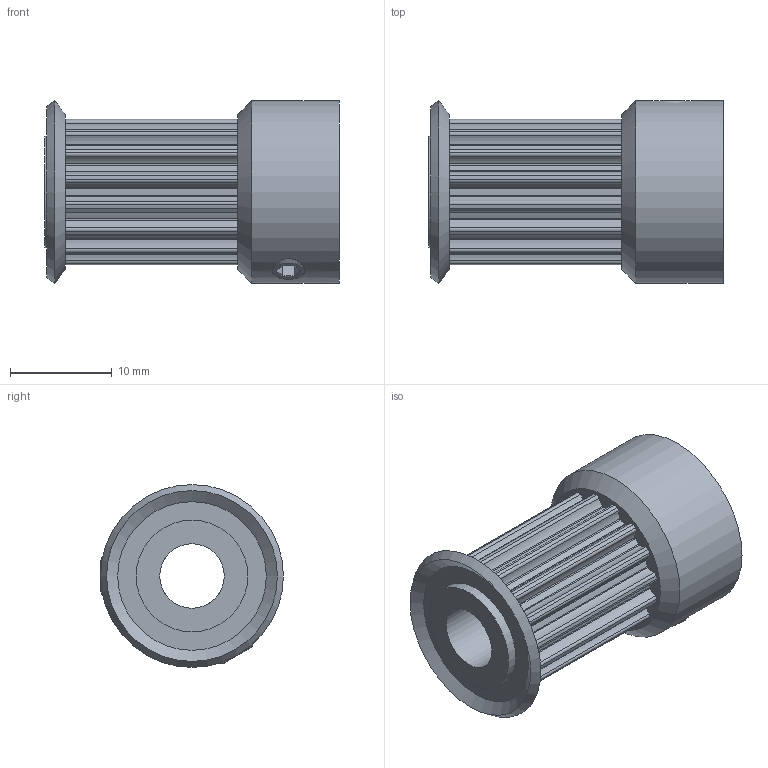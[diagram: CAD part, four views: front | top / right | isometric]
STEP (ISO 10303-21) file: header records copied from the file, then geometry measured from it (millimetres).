
FILE_DESCRIPTION(/* description */ ('STEP AP214'),/* implementation_level */ '2;1');
FILE_NAME(/* name */ 'HTPA16S3M150-K-PUC',/* time_stamp */ '2025-01-28T20:39:12+01:00',/* author */ ('License CC BY-ND 4.0'),/* organization */ ('CADENAS'),/* preprocessor_version */ 'ST-DEVELOPER v19.3',/* originating_system */ 'PARTsolutions',/* authorisation */ ' ');
FILE_SCHEMA (('AUTOMOTIVE_DESIGN {1 0 10303 214 3 1 1}'));
Length unit declared in the file: millimetre
Products named in the file (3): HTPA16S3M150-K-PUC; HTPA16S3M150-K-PUC_a; Gewindestift DIN 913 - M4x3_
Assembly tree (3 placements, depth 2):
  HTPA16S3M150-K-PUC
    HTPA16S3M150-K-PUC_a
    Gewindestift DIN 913 - M4x3_  x2
Bounding box: 29 x 18 x 18 mm (x, y, z)
Volume: 4245.3 mm3; surface area: 3145.9 mm2
Topology: 3 solids, 3 shells, 178 faces, 474 edges, 306 vertices
Faces by surface type: cylinder 135, plane 23, cone 20
Full cylindrical faces by diameter (mm): 3.242 x2, 4 x2, 6.35 x1, 11 x1, 18 x1
Entity records: 5300 total; most frequent: DIRECTION 1022, CARTESIAN_POINT 938, ORIENTED_EDGE 854, AXIS2_PLACEMENT_3D 441, EDGE_CURVE 427, VERTEX_POINT 287, CIRCLE 277, EDGE_LOOP 182
